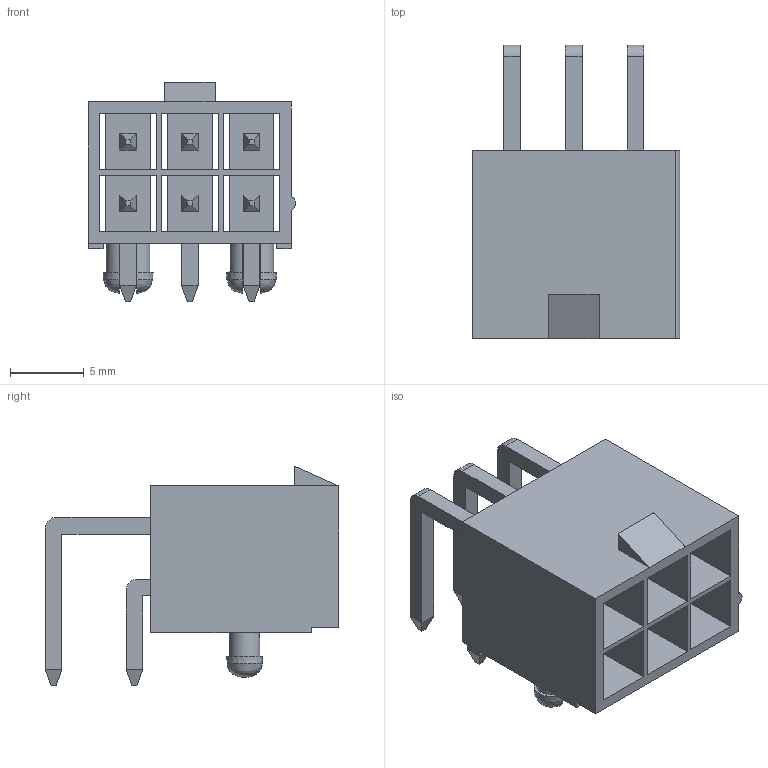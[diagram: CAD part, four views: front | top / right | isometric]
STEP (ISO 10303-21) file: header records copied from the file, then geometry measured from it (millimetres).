
FILE_DESCRIPTION( ( 'Unknown' ), '1' );
FILE_NAME( '649006227222.stp', 'Unknown', ( 'Unknown' ), ( 'Unknown' ), 'PSStep 14.0', 'Unknown', ' ' );
FILE_SCHEMA( ( 'AUTOMOTIVE_DESIGN { 1 0 10303 214 1 1 1 1 }' ) );
Length unit declared in the file: millimetre
Products named in the file (4): Assem1; 6490xx227222_PIN; 6490xx227222_PIN_BIS; 64900629522
Assembly tree (7 placements, depth 2):
  Assem1
    6490xx227222_PIN  x3
    6490xx227222_PIN_BIS  x3
    64900629522
Bounding box: 14.1 x 19.97 x 14.95 mm (x, y, z)
Volume: 938.9 mm3; surface area: 2786.2 mm2
Topology: 7 solids, 7 shells, 240 faces, 592 edges, 370 vertices
Faces by surface type: plane 217, bspline 12, cylinder 11
Entity records: 9708 total; most frequent: CARTESIAN_POINT 4082, ORIENTED_EDGE 888, DIRECTION 758, EDGE_CURVE 444, LINE 402, VECTOR 402, VERTEX_POINT 282, EDGE_LOOP 212
